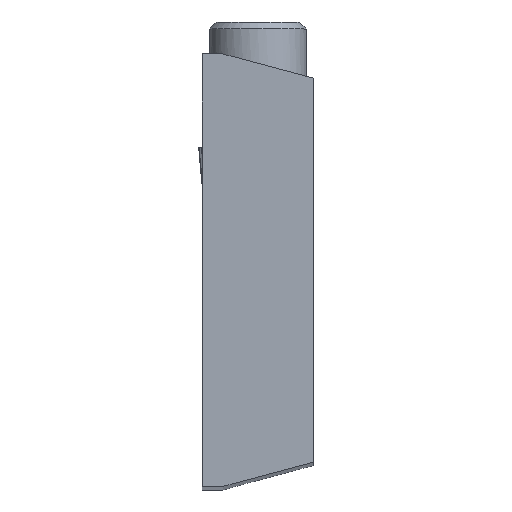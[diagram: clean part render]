
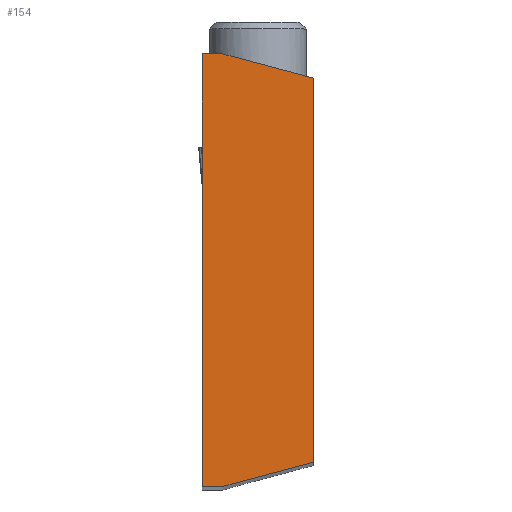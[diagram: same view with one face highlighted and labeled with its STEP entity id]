
A CAD part, top view. The second image highlights one B-rep face of the part: STEP entity #154.
In plain terms, the highlighted planar face has unit normal (0, 0, 1).
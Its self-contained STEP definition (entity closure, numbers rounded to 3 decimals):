
#154=ADVANCED_FACE('',(#255),#212,.T.);
#212=PLANE('',#1272);
#255=FACE_OUTER_BOUND('',#311,.T.);
#311=EDGE_LOOP('',(#452,#453,#454,#455,#456,#457));
#452=ORIENTED_EDGE('',*,*,#834,.F.);
#453=ORIENTED_EDGE('',*,*,#837,.F.);
#454=ORIENTED_EDGE('',*,*,#797,.F.);
#455=ORIENTED_EDGE('',*,*,#847,.F.);
#456=ORIENTED_EDGE('',*,*,#844,.F.);
#457=ORIENTED_EDGE('',*,*,#841,.F.);
#694=VERTEX_POINT('',#1644);
#695=VERTEX_POINT('',#1646);
#726=VERTEX_POINT('',#1723);
#727=VERTEX_POINT('',#1725);
#730=VERTEX_POINT('',#1738);
#732=VERTEX_POINT('',#1744);
#797=EDGE_CURVE('',#694,#695,#952,.T.);
#834=EDGE_CURVE('',#726,#727,#982,.T.);
#837=EDGE_CURVE('',#695,#726,#985,.T.);
#841=EDGE_CURVE('',#727,#730,#988,.T.);
#844=EDGE_CURVE('',#730,#732,#990,.T.);
#847=EDGE_CURVE('',#732,#694,#992,.T.);
#952=LINE('',#1645,#1071);
#982=LINE('',#1724,#1101);
#985=LINE('',#1729,#1104);
#988=LINE('',#1737,#1107);
#990=LINE('',#1743,#1109);
#992=LINE('',#1757,#1111);
#1071=VECTOR('',#1349,1.);
#1101=VECTOR('',#1399,1.);
#1104=VECTOR('',#1404,1.);
#1107=VECTOR('',#1413,1.);
#1109=VECTOR('',#1419,1.);
#1111=VECTOR('',#1423,1.);
#1272=AXIS2_PLACEMENT_3D('',#1759,#1426,#1427);
#1349=DIRECTION('',(0.,1.,0.));
#1399=DIRECTION('',(0.966,-0.259,0.));
#1404=DIRECTION('',(1.,0.,0.));
#1413=DIRECTION('',(0.,-1.,0.));
#1419=DIRECTION('',(-0.966,-0.259,0.));
#1423=DIRECTION('',(-1.,0.,0.));
#1426=DIRECTION('',(0.,0.,1.));
#1427=DIRECTION('',(0.,1.,0.));
#1644=CARTESIAN_POINT('',(0.,0.402,0.));
#1645=CARTESIAN_POINT('',(0.,0.402,0.));
#1646=CARTESIAN_POINT('',(0.,31.498,0.));
#1723=CARTESIAN_POINT('',(1.5,31.498,0.));
#1724=CARTESIAN_POINT('',(1.5,31.498,0.));
#1725=CARTESIAN_POINT('',(8.,29.756,0.));
#1729=CARTESIAN_POINT('',(0.,31.498,0.));
#1737=CARTESIAN_POINT('',(8.,29.756,0.));
#1738=CARTESIAN_POINT('',(8.,2.144,0.));
#1743=CARTESIAN_POINT('',(8.,2.144,0.));
#1744=CARTESIAN_POINT('',(1.5,0.402,0.));
#1757=CARTESIAN_POINT('',(1.5,0.402,0.));
#1759=CARTESIAN_POINT('',(0.,31.9,0.));
